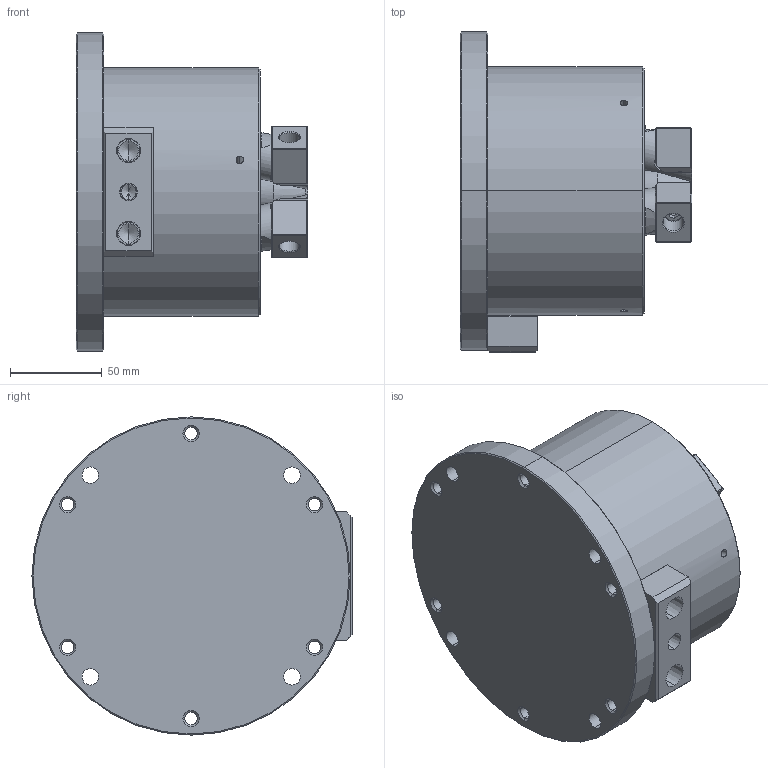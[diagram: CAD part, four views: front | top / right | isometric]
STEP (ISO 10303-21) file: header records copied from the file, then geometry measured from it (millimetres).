
FILE_DESCRIPTION (( 'STEP AP203' ), '1' );
FILE_NAME ('CF-SE-305.STEP', '2020-10-29T02:01:54', ( '' ), ( '' ), 'SwSTEP 2.0', 'SolidWorks 2016', '' );
FILE_SCHEMA (( 'CONFIG_CONTROL_DESIGN' ));
Length unit declared in the file: millimetre
Products named in the file (8): CF-SE-305; 圓頭內六角螺栓_M6x30; CF-SE-305-01000; CF-3E-05-03010; CF-SE-305-05000; CF-3E-05-05010; CF-SU-308-07000; 圓頭內六角螺栓_M6x10
Assembly tree (14 placements, depth 2):
  CF-SE-305
    CF-SE-305-01000
    CF-SE-305-05000
    CF-SU-308-07000
    CF-3E-05-03010  x3
    CF-3E-05-05010  x3
    圓頭內六角螺栓_M6x10  x3
    圓頭內六角螺栓_M6x30  x2
Bounding box: 126 x 174 x 173 mm (x, y, z)
Volume: 1639669.3 mm3; surface area: 168901.1 mm2
Topology: 14 solids, 14 shells, 428 faces, 996 edges, 590 vertices
Faces by surface type: plane 177, cylinder 131, cone 114, torus 6
Entity records: 8828 total; most frequent: CARTESIAN_POINT 1801, DIRECTION 1330, ORIENTED_EDGE 1176, EDGE_CURVE 588, AXIS2_PLACEMENT_3D 523, VERTEX_POINT 365, EDGE_LOOP 317, VECTOR 284
